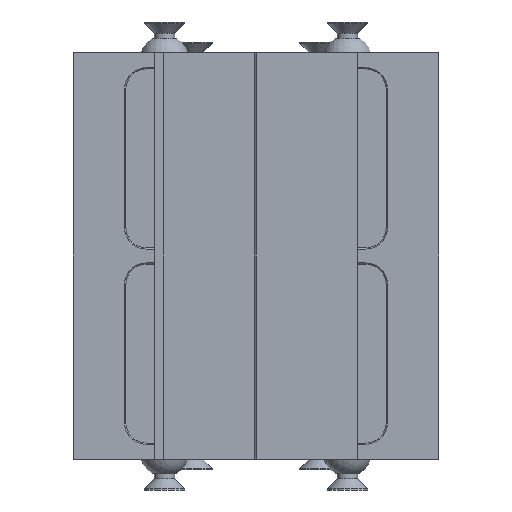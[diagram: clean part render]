
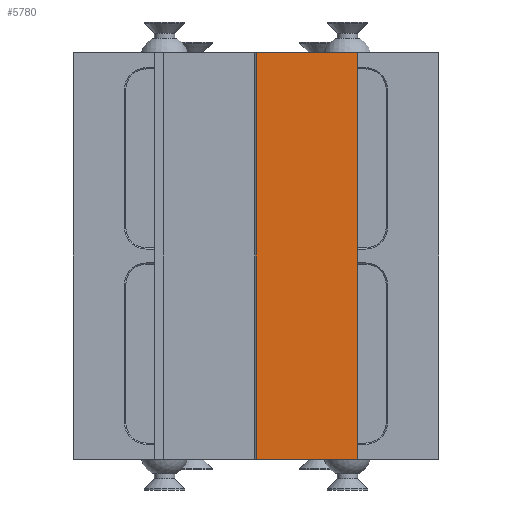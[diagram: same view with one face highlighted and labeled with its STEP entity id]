
A CAD part, left-side view. The second image highlights one B-rep face of the part: STEP entity #5780.
In plain terms, the highlighted planar face has unit normal (-1, 0, 0).
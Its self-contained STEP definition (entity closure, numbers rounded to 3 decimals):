
#113=DIRECTION('',(0.,-1.,0.));
#114=VECTOR('',#113,43.441);
#115=CARTESIAN_POINT('',(-65.,18.441,50.));
#116=LINE('',#115,#114);
#235=DIRECTION('',(0.,-1.,0.));
#236=VECTOR('',#235,43.441);
#237=CARTESIAN_POINT('',(-65.,18.441,-50.));
#238=LINE('',#237,#236);
#1663=DIRECTION('',(0.,0.,1.));
#1664=VECTOR('',#1663,100.);
#1665=CARTESIAN_POINT('',(-65.,-25.,-50.));
#1666=LINE('',#1665,#1664);
#1719=DIRECTION('',(0.,0.,-1.));
#1720=VECTOR('',#1719,100.);
#1721=CARTESIAN_POINT('',(-65.,18.441,50.));
#1722=LINE('',#1721,#1720);
#1723=CARTESIAN_POINT('',(-65.,10.6,-33.));
#1724=DIRECTION('',(1.,0.,0.));
#1725=DIRECTION('',(0.,0.,-1.));
#1726=AXIS2_PLACEMENT_3D('',#1723,#1724,#1725);
#1728=CARTESIAN_POINT('',(-65.,10.6,-33.));
#1729=DIRECTION('',(1.,0.,0.));
#1730=DIRECTION('',(0.,0.,1.));
#1731=AXIS2_PLACEMENT_3D('',#1728,#1729,#1730);
#1733=CARTESIAN_POINT('',(-65.,10.6,33.));
#1734=DIRECTION('',(1.,0.,0.));
#1735=DIRECTION('',(0.,0.,-1.));
#1736=AXIS2_PLACEMENT_3D('',#1733,#1734,#1735);
#1738=CARTESIAN_POINT('',(-65.,10.6,33.));
#1739=DIRECTION('',(1.,0.,0.));
#1740=DIRECTION('',(0.,0.,1.));
#1741=AXIS2_PLACEMENT_3D('',#1738,#1739,#1740);
#3378=CARTESIAN_POINT('',(-65.,-25.,50.));
#3380=VERTEX_POINT('',#3378);
#3382=CARTESIAN_POINT('',(-65.,-25.,-50.));
#3384=VERTEX_POINT('',#3382);
#3943=CARTESIAN_POINT('',(-65.,18.441,50.));
#3944=CARTESIAN_POINT('',(-65.,18.441,-50.));
#3945=VERTEX_POINT('',#3943);
#3946=VERTEX_POINT('',#3944);
#3979=CARTESIAN_POINT('',(-65.,10.6,-38.));
#3980=CARTESIAN_POINT('',(-65.,10.6,-28.));
#3981=VERTEX_POINT('',#3979);
#3982=VERTEX_POINT('',#3980);
#3987=CARTESIAN_POINT('',(-65.,10.6,28.));
#3988=CARTESIAN_POINT('',(-65.,10.6,38.));
#3989=VERTEX_POINT('',#3987);
#3990=VERTEX_POINT('',#3988);
#5757=CARTESIAN_POINT('',(-65.,25.,-50.));
#5758=DIRECTION('',(1.,0.,0.));
#5759=DIRECTION('',(0.,-1.,0.));
#5760=AXIS2_PLACEMENT_3D('',#5757,#5758,#5759);
#5761=PLANE('',#5760);
#5762=ORIENTED_EDGE('',*,*,#4353,.F.);
#5763=ORIENTED_EDGE('',*,*,#4308,.T.);
#5764=ORIENTED_EDGE('',*,*,#5719,.F.);
#5765=ORIENTED_EDGE('',*,*,#4411,.F.);
#5766=EDGE_LOOP('',(#5762,#5763,#5764,#5765));
#5767=FACE_OUTER_BOUND('',#5766,.F.);
#5769=ORIENTED_EDGE('',*,*,#5768,.F.);
#5771=ORIENTED_EDGE('',*,*,#5770,.F.);
#5772=EDGE_LOOP('',(#5769,#5771));
#5773=FACE_BOUND('',#5772,.F.);
#5775=ORIENTED_EDGE('',*,*,#5774,.F.);
#5777=ORIENTED_EDGE('',*,*,#5776,.F.);
#5778=EDGE_LOOP('',(#5775,#5777));
#5779=FACE_BOUND('',#5778,.F.);
#5780=ADVANCED_FACE('',(#5767,#5773,#5779),#5761,.F.);
#1727=CIRCLE('',#1726,5.);
#1732=CIRCLE('',#1731,5.);
#1737=CIRCLE('',#1736,5.);
#1742=CIRCLE('',#1741,5.);
#4308=EDGE_CURVE('',#3945,#3380,#116,.T.);
#4353=EDGE_CURVE('',#3945,#3946,#1722,.T.);
#4411=EDGE_CURVE('',#3946,#3384,#238,.T.);
#5719=EDGE_CURVE('',#3384,#3380,#1666,.T.);
#5768=EDGE_CURVE('',#3981,#3982,#1727,.T.);
#5770=EDGE_CURVE('',#3982,#3981,#1732,.T.);
#5774=EDGE_CURVE('',#3989,#3990,#1737,.T.);
#5776=EDGE_CURVE('',#3990,#3989,#1742,.T.);
